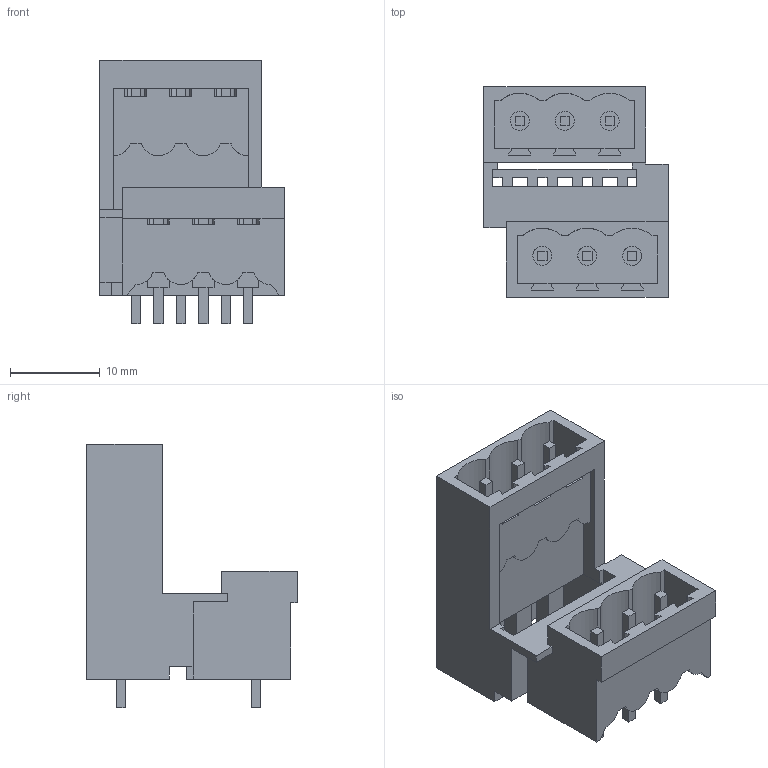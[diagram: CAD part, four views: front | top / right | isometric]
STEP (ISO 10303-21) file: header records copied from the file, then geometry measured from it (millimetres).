
FILE_DESCRIPTION(('CATIA V5 STEP Exchange','CAx-IF Rec.Pracs.--- Model Styling and Organization---1.2---2011-12-15'),'2;1');
FILE_NAME ('D1458345_0_1882700000_1882700000.stp','2018-03-29T10:30:33+00:00',('none'),('Weidmueller'),'CATIA Version 5-6 Release 2014','CATIA V5 STEP AP214','none');
FILE_SCHEMA(('AUTOMOTIVE_DESIGN { 1 0 10303 214 1 1 1 1 }'));
Length unit declared in the file: millimetre
Products named in the file (1): 1882700000
Bounding box: 20.5 x 23.43 x 29.36 mm (x, y, z)
Volume: 3319.4 mm3; surface area: 5507.3 mm2
Topology: 7 solids, 7 shells, 273 faces, 875 edges, 603 vertices
Faces by surface type: plane 247, cylinder 24, extrusion 2
Entity records: 9753 total; most frequent: CARTESIAN_POINT 1798, ORIENTED_EDGE 1750, DIRECTION 1342, EDGE_CURVE 875, VECTOR 773, LINE 771, VERTEX_POINT 603, AXIS2_PLACEMENT_3D 332
